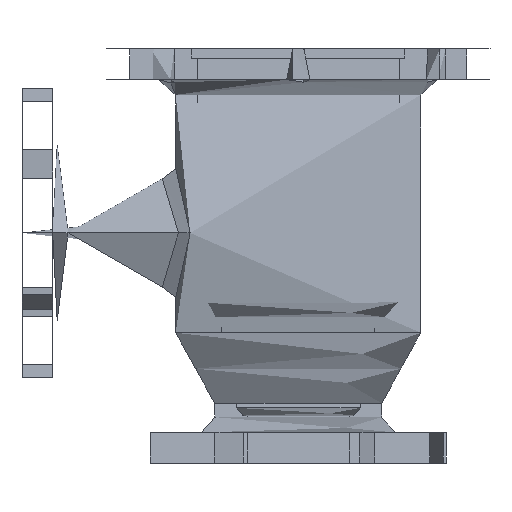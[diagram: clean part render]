
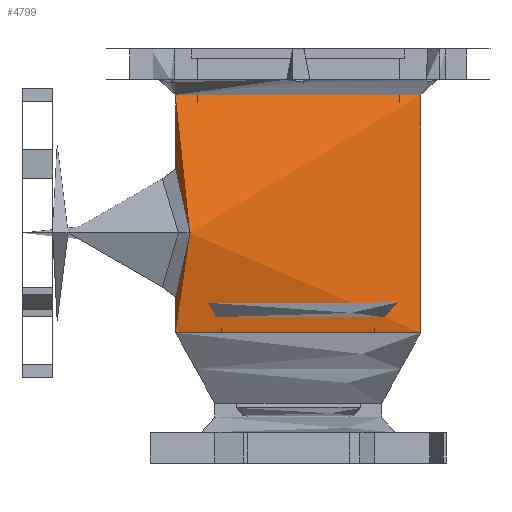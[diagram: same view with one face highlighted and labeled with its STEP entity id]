
A CAD part, left-side view. The second image highlights one B-rep face of the part: STEP entity #4799.
In plain terms, the highlighted free-form (B-spline) face has degree [2, 1] with [5, 2] control points.
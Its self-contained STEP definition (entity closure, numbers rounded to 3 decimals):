
#4799 = ADVANCED_FACE('',(#4800),#4874,.T.);
#4800 = FACE_BOUND('',#4801,.T.);
#4801 = EDGE_LOOP('',(#4802,#4821,#4835,#4842,#4852,#4859,#4869));
#4802 = ORIENTED_EDGE('',*,*,#4803,.T.);
#4803 = EDGE_CURVE('',#4804,#4806,#4808,.T.);
#4804 = VERTEX_POINT('',#4805);
#4805 = CARTESIAN_POINT('',(-35.323,64.658,
    -33.883));
#4806 = VERTEX_POINT('',#4807);
#4807 = CARTESIAN_POINT('',(-46.687,56.998,
    0.));
#4808 = B_SPLINE_CURVE_WITH_KNOTS('',5,(#4809,#4810,#4811,#4812,#4813,
    #4814,#4815,#4816,#4817,#4818,#4819,#4820),.UNSPECIFIED.,.F.,.F.,(6,
    3,3,6),(0.,10.692,35.715,61.202),.UNSPECIFIED.);
#4809 = CARTESIAN_POINT('',(-35.323,64.658,
    -33.883));
#4810 = CARTESIAN_POINT('',(-36.071,64.25,
    -32.922));
#4811 = CARTESIAN_POINT('',(-36.791,63.842,
    -31.938));
#4812 = CARTESIAN_POINT('',(-37.483,63.438,
    -30.931));
#4813 = CARTESIAN_POINT('',(-39.701,62.102,
    -27.491));
#4814 = CARTESIAN_POINT('',(-41.599,60.84,
    -23.803));
#4815 = CARTESIAN_POINT('',(-42.767,60.015,
    -21.105));
#4816 = CARTESIAN_POINT('',(-44.778,58.533,
    -15.445));
#4817 = CARTESIAN_POINT('',(-46.038,57.529,
    -9.421));
#4818 = CARTESIAN_POINT('',(-46.471,57.175,
    -6.309));
#4819 = CARTESIAN_POINT('',(-46.687,56.998,
    -3.154));
#4820 = CARTESIAN_POINT('',(-46.687,56.998,
    0.));
#4821 = ORIENTED_EDGE('',*,*,#4822,.T.);
#4822 = EDGE_CURVE('',#4806,#4823,#4825,.T.);
#4823 = VERTEX_POINT('',#4824);
#4824 = CARTESIAN_POINT('',(-35.323,64.658,
    33.883));
#4825 = B_SPLINE_CURVE_WITH_KNOTS('',5,(#4826,#4827,#4828,#4829,#4830,
    #4831,#4832,#4833,#4834),.UNSPECIFIED.,.F.,.F.,(6,3,6),(0.,
    29.072,61.203),.UNSPECIFIED.);
#4826 = CARTESIAN_POINT('',(-46.687,56.998,
    0.));
#4827 = CARTESIAN_POINT('',(-46.687,56.998,
    3.598));
#4828 = CARTESIAN_POINT('',(-46.406,57.228,
    7.196));
#4829 = CARTESIAN_POINT('',(-45.843,57.69,
    10.732));
#4830 = CARTESIAN_POINT('',(-44.111,59.055,
    17.952));
#4831 = CARTESIAN_POINT('',(-41.309,61.052,
    24.596));
#4832 = CARTESIAN_POINT('',(-39.566,62.214,
    27.897));
#4833 = CARTESIAN_POINT('',(-37.569,63.431,
    30.998));
#4834 = CARTESIAN_POINT('',(-35.323,64.658,
    33.883));
#4835 = ORIENTED_EDGE('',*,*,#4836,.T.);
#4836 = EDGE_CURVE('',#4823,#4837,#4839,.T.);
#4837 = VERTEX_POINT('',#4838);
#4838 = CARTESIAN_POINT('',(-35.323,64.658,
    72.868));
#4839 = B_SPLINE_CURVE_WITH_KNOTS('',1,(#4840,#4841),.UNSPECIFIED.,.F.,
  .F.,(2,2),(0.,48.151),.PIECEWISE_BEZIER_KNOTS.);
#4840 = CARTESIAN_POINT('',(-35.323,64.658,
    33.883));
#4841 = CARTESIAN_POINT('',(-35.323,64.658,
    72.868));
#4842 = ORIENTED_EDGE('',*,*,#4843,.T.);
#4843 = EDGE_CURVE('',#4837,#4844,#4846,.T.);
#4844 = VERTEX_POINT('',#4845);
#4845 = CARTESIAN_POINT('',(35.323,-64.658,
    72.868));
#4846 = ( BOUNDED_CURVE() B_SPLINE_CURVE(2,(#4847,#4848,#4849,#4850,
#4851),.UNSPECIFIED.,.F.,.F.) B_SPLINE_CURVE_WITH_KNOTS((3,2,3),(
    0.,1.571,3.142),
.PIECEWISE_BEZIER_KNOTS.) CURVE() GEOMETRIC_REPRESENTATION_ITEM() 
RATIONAL_B_SPLINE_CURVE((1.,0.707,1.,0.707,1.)) 
REPRESENTATION_ITEM('') );
#4847 = CARTESIAN_POINT('',(-35.323,64.658,
    72.868));
#4848 = CARTESIAN_POINT('',(-99.981,29.335,
    72.868));
#4849 = CARTESIAN_POINT('',(-64.658,-35.323,
    72.868));
#4850 = CARTESIAN_POINT('',(-29.335,-99.981,
    72.868));
#4851 = CARTESIAN_POINT('',(35.323,-64.658,
    72.868));
#4852 = ORIENTED_EDGE('',*,*,#4853,.T.);
#4853 = EDGE_CURVE('',#4844,#4854,#4856,.T.);
#4854 = VERTEX_POINT('',#4855);
#4855 = CARTESIAN_POINT('',(35.323,-64.658,
    -52.627));
#4856 = B_SPLINE_CURVE_WITH_KNOTS('',1,(#4857,#4858),.UNSPECIFIED.,.F.,
  .F.,(2,2),(0.,155.),.PIECEWISE_BEZIER_KNOTS.);
#4857 = CARTESIAN_POINT('',(35.323,-64.658,
    72.868));
#4858 = CARTESIAN_POINT('',(35.323,-64.658,
    -52.627));
#4859 = ORIENTED_EDGE('',*,*,#4860,.T.);
#4860 = EDGE_CURVE('',#4854,#4861,#4863,.T.);
#4861 = VERTEX_POINT('',#4862);
#4862 = CARTESIAN_POINT('',(-35.323,64.658,
    -52.627));
#4863 = ( BOUNDED_CURVE() B_SPLINE_CURVE(2,(#4864,#4865,#4866,#4867,
#4868),.UNSPECIFIED.,.F.,.F.) B_SPLINE_CURVE_WITH_KNOTS((3,2,3),(0.,
1.571,3.142),.PIECEWISE_BEZIER_KNOTS.) CURVE() 
GEOMETRIC_REPRESENTATION_ITEM() RATIONAL_B_SPLINE_CURVE((1.,
0.707,1.,0.707,1.)) REPRESENTATION_ITEM('') );
#4864 = CARTESIAN_POINT('',(35.323,-64.658,
    -52.627));
#4865 = CARTESIAN_POINT('',(-29.335,-99.981,
    -52.627));
#4866 = CARTESIAN_POINT('',(-64.658,-35.323,
    -52.627));
#4867 = CARTESIAN_POINT('',(-99.981,29.335,
    -52.627));
#4868 = CARTESIAN_POINT('',(-35.323,64.658,
    -52.627));
#4869 = ORIENTED_EDGE('',*,*,#4870,.T.);
#4870 = EDGE_CURVE('',#4861,#4804,#4871,.T.);
#4871 = B_SPLINE_CURVE_WITH_KNOTS('',1,(#4872,#4873),.UNSPECIFIED.,.F.,
  .F.,(2,2),(0.,23.151),.PIECEWISE_BEZIER_KNOTS.);
#4872 = CARTESIAN_POINT('',(-35.323,64.658,
    -52.627));
#4873 = CARTESIAN_POINT('',(-35.323,64.658,
    -33.883));
#4874 = ( BOUNDED_SURFACE() B_SPLINE_SURFACE(2,1,(
    (#4875,#4876)
    ,(#4877,#4878)
    ,(#4879,#4880)
    ,(#4881,#4882)
    ,(#4883,#4884
)),.UNSPECIFIED.,.F.,.F.,.F.) B_SPLINE_SURFACE_WITH_KNOTS((3,2,3),(2,2),
  (3.142,4.712,6.283),(0.,155.),
.PIECEWISE_BEZIER_KNOTS.) GEOMETRIC_REPRESENTATION_ITEM() 
RATIONAL_B_SPLINE_SURFACE((
    (1.,1.)
    ,(0.707,0.707)
    ,(1.,1.)
    ,(0.707,0.707)
,(1.,1.))) REPRESENTATION_ITEM('') SURFACE() );
#4875 = CARTESIAN_POINT('',(35.323,-64.658,
    -52.627));
#4876 = CARTESIAN_POINT('',(35.323,-64.658,
    72.868));
#4877 = CARTESIAN_POINT('',(-29.335,-99.981,
    -52.627));
#4878 = CARTESIAN_POINT('',(-29.335,-99.981,
    72.868));
#4879 = CARTESIAN_POINT('',(-64.658,-35.323,
    -52.627));
#4880 = CARTESIAN_POINT('',(-64.658,-35.323,
    72.868));
#4881 = CARTESIAN_POINT('',(-99.981,29.335,
    -52.627));
#4882 = CARTESIAN_POINT('',(-99.981,29.335,
    72.868));
#4883 = CARTESIAN_POINT('',(-35.323,64.658,
    -52.627));
#4884 = CARTESIAN_POINT('',(-35.323,64.658,
    72.868));
